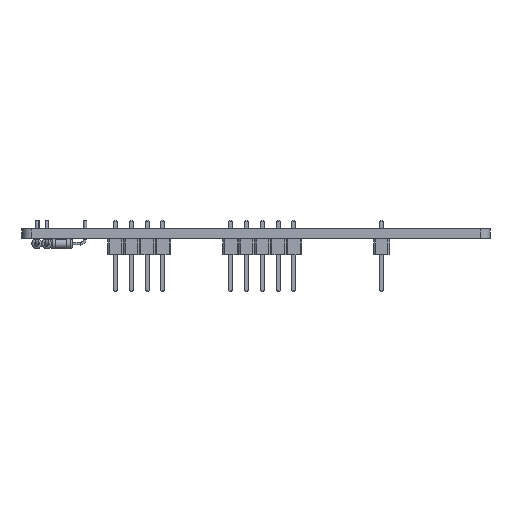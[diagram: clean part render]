
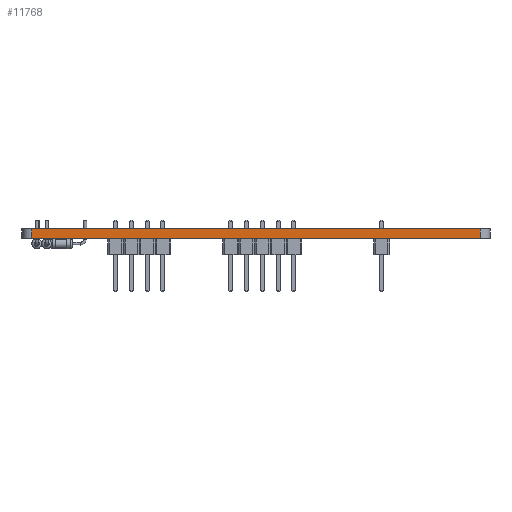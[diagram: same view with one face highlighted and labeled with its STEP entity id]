
A CAD part, front view. The second image highlights one B-rep face of the part: STEP entity #11768.
In plain terms, the highlighted planar face has unit normal (0, -1, 0).
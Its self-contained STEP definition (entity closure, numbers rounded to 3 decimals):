
#6914 = VERTEX_POINT('',#6915);
#6915 = CARTESIAN_POINT('',(52.384,-139.691,0.));
#6922 = EDGE_CURVE('',#6923,#6914,#6925,.T.);
#6923 = VERTEX_POINT('',#6924);
#6924 = CARTESIAN_POINT('',(124.611,-139.691,0.));
#6925 = LINE('',#6926,#6927);
#6926 = CARTESIAN_POINT('',(124.611,-139.691,0.));
#6927 = VECTOR('',#6928,1.);
#6928 = DIRECTION('',(-1.,0.,0.));
#9276 = VERTEX_POINT('',#9277);
#9277 = CARTESIAN_POINT('',(52.384,-139.691,1.51));
#9284 = EDGE_CURVE('',#9285,#9276,#9287,.T.);
#9285 = VERTEX_POINT('',#9286);
#9286 = CARTESIAN_POINT('',(124.611,-139.691,1.51));
#9287 = LINE('',#9288,#9289);
#9288 = CARTESIAN_POINT('',(124.611,-139.691,1.51));
#9289 = VECTOR('',#9290,1.);
#9290 = DIRECTION('',(-1.,0.,0.));
#11738 = EDGE_CURVE('',#6914,#9276,#11739,.T.);
#11739 = LINE('',#11740,#11741);
#11740 = CARTESIAN_POINT('',(52.384,-139.691,0.));
#11741 = VECTOR('',#11742,1.);
#11742 = DIRECTION('',(0.,0.,1.));
#11768 = ADVANCED_FACE('',(#11769),#11780,.T.);
#11769 = FACE_BOUND('',#11770,.T.);
#11770 = EDGE_LOOP('',(#11771,#11777,#11778,#11779));
#11771 = ORIENTED_EDGE('',*,*,#11772,.T.);
#11772 = EDGE_CURVE('',#6923,#9285,#11773,.T.);
#11773 = LINE('',#11774,#11775);
#11774 = CARTESIAN_POINT('',(124.611,-139.691,0.));
#11775 = VECTOR('',#11776,1.);
#11776 = DIRECTION('',(0.,0.,1.));
#11777 = ORIENTED_EDGE('',*,*,#9284,.T.);
#11778 = ORIENTED_EDGE('',*,*,#11738,.F.);
#11779 = ORIENTED_EDGE('',*,*,#6922,.F.);
#11780 = PLANE('',#11781);
#11781 = AXIS2_PLACEMENT_3D('',#11782,#11783,#11784);
#11782 = CARTESIAN_POINT('',(124.611,-139.691,0.));
#11783 = DIRECTION('',(0.,-1.,0.));
#11784 = DIRECTION('',(-1.,0.,0.));
